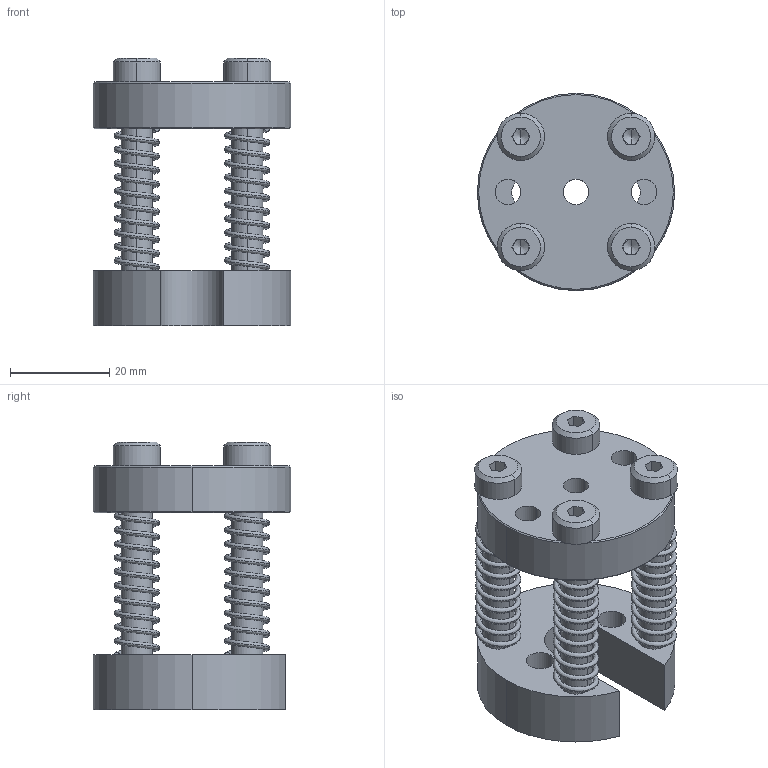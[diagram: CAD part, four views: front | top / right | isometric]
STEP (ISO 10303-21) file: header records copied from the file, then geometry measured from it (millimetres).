
FILE_DESCRIPTION (( 'STEP AP214' ), '1' );
FILE_NAME ('CTSC-034017 (CI30 SPRING MOUNT).STEP', '2025-07-01T18:13:39', ( '' ), ( '' ), 'SwSTEP 2.0', 'SolidWorks 2023', '' );
FILE_SCHEMA (( 'AUTOMOTIVE_DESIGN' ));
Length unit declared in the file: inch
Products named in the file (5): HDW-005548 (.25 X 1.5 SHSS)_SHSSCREW 0.25x1.5-N; CTSC-034017 (CI30 SPRING MOUNT); MACH-005520 (PLATE - CI30); HDW-005404 (LEE SPRING  LC-042E-12); MACH-004227 (HOLDER - CI30 REV1)
Assembly tree (10 placements, depth 2):
  CTSC-034017 (CI30 SPRING MOUNT)
    MACH-005520 (PLATE - CI30)
    MACH-004227 (HOLDER - CI30 REV1)
    HDW-005548 (.25 X 1.5 SHSS)_SHSSCREW 0.25x1.5-N  x4
    HDW-005404 (LEE SPRING  LC-042E-12)  x4
Bounding box: 39.75 x 39.75 x 54 mm (x, y, z)
Volume: 26771.9 mm3; surface area: 17216.3 mm2
Topology: 10 solids, 10 shells, 226 faces, 486 edges, 284 vertices
Faces by surface type: plane 86, cylinder 72, cone 44, torus 16, bspline 8
Entity records: 7642 total; most frequent: CARTESIAN_POINT 5058, DIRECTION 502, ORIENTED_EDGE 404, AXIS2_PLACEMENT_3D 207, EDGE_CURVE 202, VERTEX_POINT 125, EDGE_LOOP 117, CIRCLE 108
